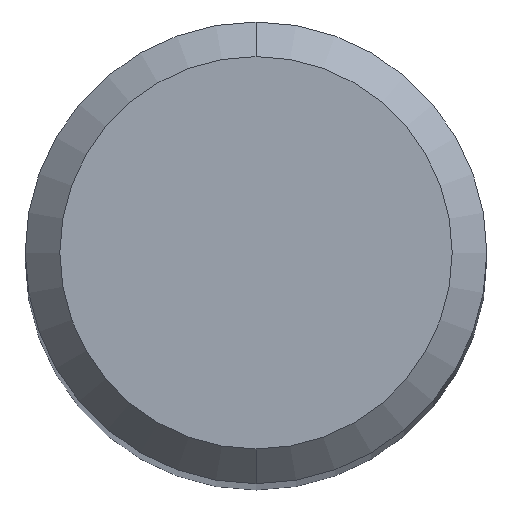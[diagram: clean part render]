
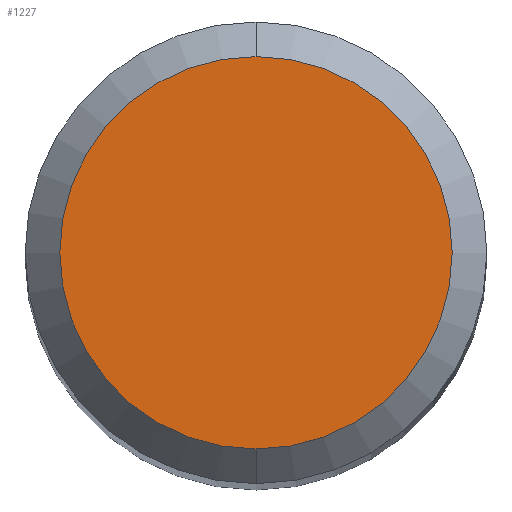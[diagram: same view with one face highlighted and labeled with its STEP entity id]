
A CAD part, top view. The second image highlights one B-rep face of the part: STEP entity #1227.
In plain terms, the highlighted planar face has unit normal (0, 0, 1).
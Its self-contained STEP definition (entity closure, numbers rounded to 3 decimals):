
#489=EDGE_CURVE('',#615,#1043,#1323,.T.);
#615=VERTEX_POINT('',#1458);
#979=EDGE_CURVE('',#1043,#615,#1857,.T.);
#1043=VERTEX_POINT('',#1928);
#1227=ADVANCED_FACE('',(#2125),#2126,.T.);
#1323=CIRCLE('',#2538,1.7);
#1458=CARTESIAN_POINT('',(0.0,1.7,0.0));
#1857=CIRCLE('',#4790,1.7);
#1928=CARTESIAN_POINT('',(0.,-1.7,0.0));
#2125=FACE_OUTER_BOUND('',#5821,.T.);
#2126=PLANE('',#5822);
#2538=AXIS2_PLACEMENT_3D('',#5947,#5948,#5949);
#4790=AXIS2_PLACEMENT_3D('',#6547,#6548,#6549);
#5821=EDGE_LOOP('',(#6803,#6804));
#5822=AXIS2_PLACEMENT_3D('',#6805,#6806,#6807);
#5947=CARTESIAN_POINT('',(0.0,0.0,0.0));
#5948=DIRECTION('',(0.0,0.0,-1.0));
#5949=DIRECTION('',(0.0,1.0,0.0));
#6547=CARTESIAN_POINT('',(0.0,0.0,0.0));
#6548=DIRECTION('',(0.0,0.0,-1.0));
#6549=DIRECTION('',(0.0,1.0,0.0));
#6803=ORIENTED_EDGE('',*,*,#489,.F.);
#6804=ORIENTED_EDGE('',*,*,#979,.F.);
#6805=CARTESIAN_POINT('',(0.0,0.85,0.0));
#6806=DIRECTION('',(-0.0,0.0,1.0));
#6807=DIRECTION('',(0.0,-1.0,0.0));
